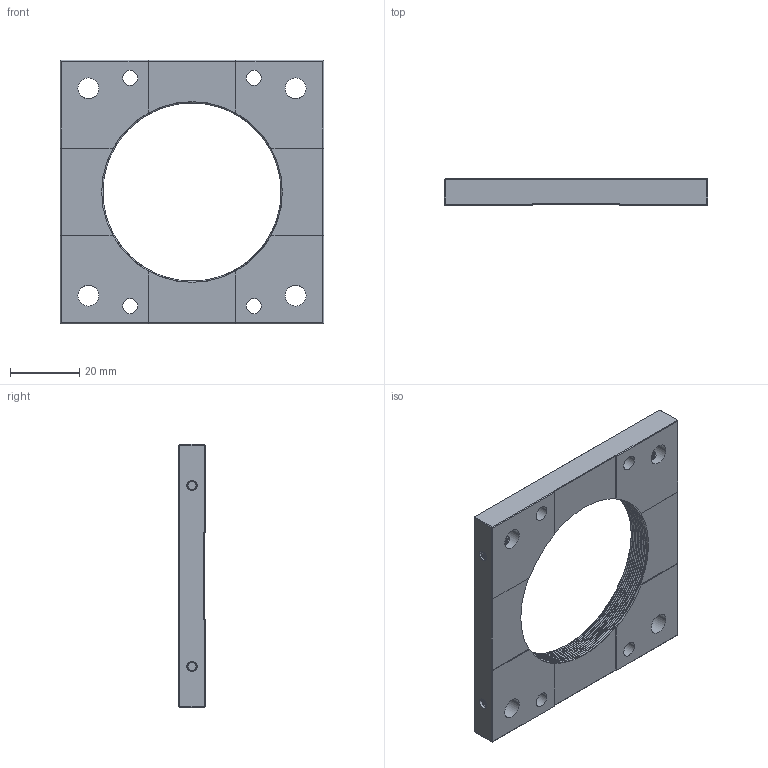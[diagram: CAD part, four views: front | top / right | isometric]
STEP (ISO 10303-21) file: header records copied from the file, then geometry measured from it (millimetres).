
FILE_DESCRIPTION((''),'2;1');
FILE_NAME('CSJ-T2','2020-10-16T',('Administrator'),(''),'CREO PARAMETRIC BY PTC INC, 2015290','CREO PARAMETRIC BY PTC INC, 2015290','');
FILE_SCHEMA(('CONFIG_CONTROL_DESIGN'));
Length unit declared in the file: millimetre
Products named in the file (1): CSJ-T2
Bounding box: 76.2 x 7.62 x 76.2 mm (x, y, z)
Volume: 25596.1 mm3; surface area: 12628.7 mm2
Topology: 1 solids, 1 shells, 378 faces, 1096 edges, 719 vertices
Faces by surface type: cylinder 201, bspline 120, plane 52, cone 5
Entity records: 34209 total; most frequent: CARTESIAN_POINT 25751, ORIENTED_EDGE 2192, EDGE_CURVE 1096, DIRECTION 1035, VERTEX_POINT 719, B_SPLINE_CURVE_WITH_KNOTS 658, EDGE_LOOP 411, FACE_OUTER_BOUND 378
